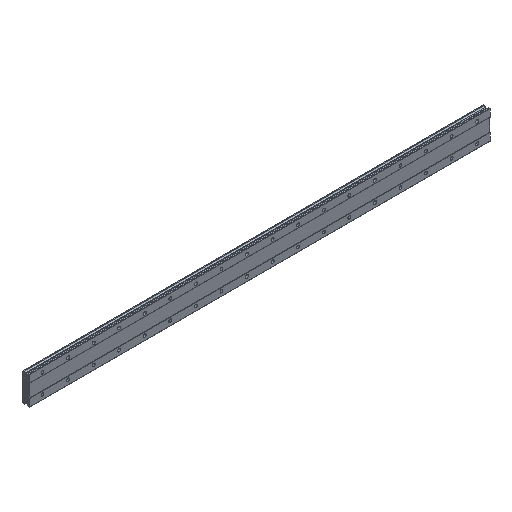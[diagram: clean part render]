
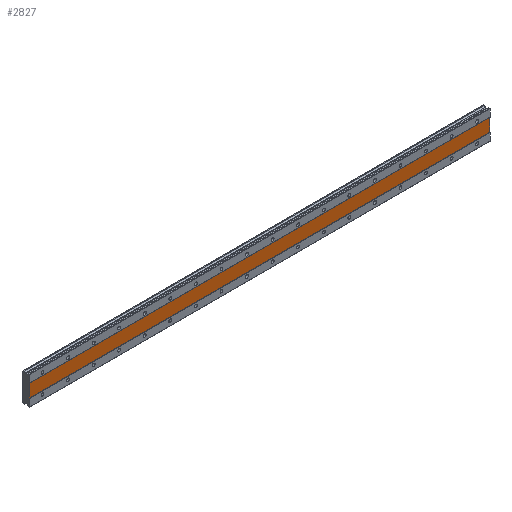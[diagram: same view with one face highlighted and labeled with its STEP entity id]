
A CAD part, isometric view. The second image highlights one B-rep face of the part: STEP entity #2827.
In plain terms, the highlighted planar face has unit normal (0, -1, 0).
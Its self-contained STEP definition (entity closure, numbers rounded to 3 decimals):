
#11 = VERTEX_POINT ( 'NONE', #1089 ) ;
#187 = VECTOR ( 'NONE', #1941, 1000. ) ;
#189 = LINE ( 'NONE', #4199, #5584 ) ;
#576 = CARTESIAN_POINT ( 'NONE',  ( -40., 1., 20. ) ) ;
#602 = DIRECTION ( 'NONE',  ( 0., 0., -1. ) ) ;
#648 = DIRECTION ( 'NONE',  ( 0., 0., 1. ) ) ;
#1089 = CARTESIAN_POINT ( 'NONE',  ( 1400., 1., -20. ) ) ;
#1163 = CARTESIAN_POINT ( 'NONE',  ( 1400., 1., 20. ) ) ;
#1223 = VECTOR ( 'NONE', #5554, 1000. ) ;
#1314 = VERTEX_POINT ( 'NONE', #576 ) ;
#1323 = ORIENTED_EDGE ( 'NONE', *, *, #3335, .F. ) ;
#1505 = CARTESIAN_POINT ( 'NONE',  ( 1400., 1., 20. ) ) ;
#1598 = EDGE_CURVE ( 'NONE', #2195, #1314, #5443, .T. ) ;
#1883 = CARTESIAN_POINT ( 'NONE',  ( -40., 1., 20. ) ) ;
#1941 = DIRECTION ( 'NONE',  ( -1., 0., 0. ) ) ;
#2195 = VERTEX_POINT ( 'NONE', #2582 ) ;
#2340 = EDGE_CURVE ( 'NONE', #6126, #11, #189, .T. ) ;
#2451 = LINE ( 'NONE', #4547, #187 ) ;
#2517 = DIRECTION ( 'NONE',  ( 1., 0., 0. ) ) ;
#2582 = CARTESIAN_POINT ( 'NONE',  ( -40., 1., -20. ) ) ;
#2758 = ORIENTED_EDGE ( 'NONE', *, *, #2340, .F. ) ;
#2827 = ADVANCED_FACE ( 'NONE', ( #6330 ), #3739, .F. ) ;
#2990 = CARTESIAN_POINT ( 'NONE',  ( 1400., 1., 20. ) ) ;
#3028 = ORIENTED_EDGE ( 'NONE', *, *, #1598, .F. ) ;
#3335 = EDGE_CURVE ( 'NONE', #1314, #6126, #4202, .T. ) ;
#3739 = PLANE ( 'NONE',  #4533 ) ;
#4199 = CARTESIAN_POINT ( 'NONE',  ( 1400., 1., 20. ) ) ;
#4202 = LINE ( 'NONE', #1505, #6182 ) ;
#4348 = ORIENTED_EDGE ( 'NONE', *, *, #5162, .F. ) ;
#4533 = AXIS2_PLACEMENT_3D ( 'NONE', #1163, #5303, #648 ) ;
#4547 = CARTESIAN_POINT ( 'NONE',  ( 1400., 1., -20. ) ) ;
#5162 = EDGE_CURVE ( 'NONE', #11, #2195, #2451, .T. ) ;
#5303 = DIRECTION ( 'NONE',  ( 0., 1., 0. ) ) ;
#5443 = LINE ( 'NONE', #1883, #1223 ) ;
#5554 = DIRECTION ( 'NONE',  ( 0., 0., 1. ) ) ;
#5584 = VECTOR ( 'NONE', #602, 1000. ) ;
#6126 = VERTEX_POINT ( 'NONE', #2990 ) ;
#6182 = VECTOR ( 'NONE', #2517, 1000. ) ;
#6260 = EDGE_LOOP ( 'NONE', ( #4348, #2758, #1323, #3028 ) ) ;
#6330 = FACE_OUTER_BOUND ( 'NONE', #6260, .T. ) ;
